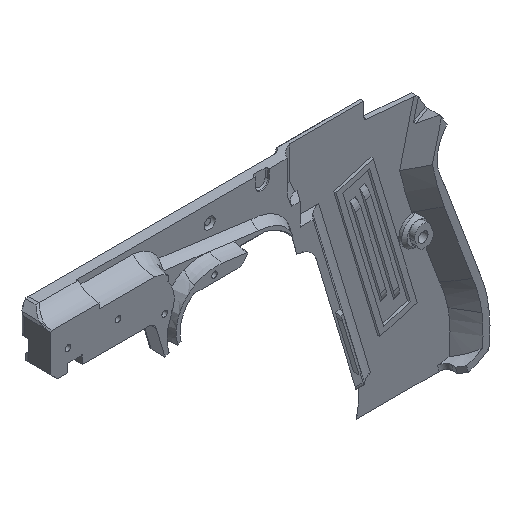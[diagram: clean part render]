
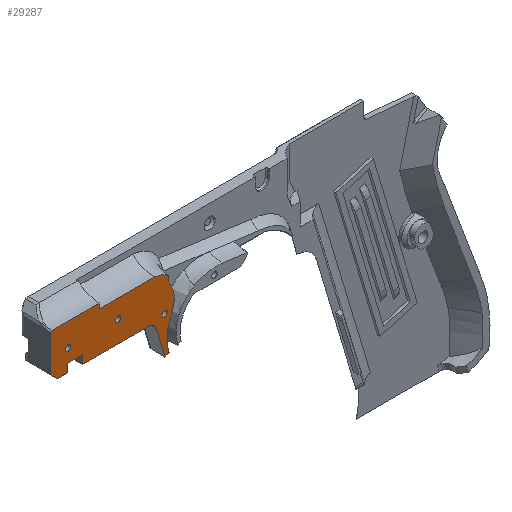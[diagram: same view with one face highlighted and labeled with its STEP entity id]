
A CAD part, isometric view. The second image highlights one B-rep face of the part: STEP entity #29287.
In plain terms, the highlighted planar face has unit normal (0, -1, 0).
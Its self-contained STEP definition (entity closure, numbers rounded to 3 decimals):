
#486=CIRCLE('',#31224,3.);
#487=CIRCLE('',#31227,1.);
#488=CIRCLE('',#31229,1.);
#490=CIRCLE('',#31232,1.);
#558=LINE('',#38824,#4090);
#560=LINE('',#38828,#4092);
#562=LINE('',#38834,#4094);
#570=LINE('',#38881,#4102);
#580=LINE('',#38901,#4112);
#3988=LINE('',#48589,#7520);
#3989=LINE('',#48874,#7521);
#3990=LINE('',#49028,#7522);
#3991=LINE('',#49207,#7523);
#3994=LINE('',#49217,#7526);
#3997=LINE('',#49225,#7529);
#3999=LINE('',#49242,#7531);
#4022=LINE('',#49336,#7554);
#4075=LINE('',#49526,#7607);
#4076=LINE('',#49527,#7608);
#4090=VECTOR('',#31316,1000.);
#4092=VECTOR('',#31320,1000.);
#4094=VECTOR('',#31326,1000.);
#4102=VECTOR('',#31348,1000.);
#4112=VECTOR('',#31366,1000.);
#7520=VECTOR('',#38556,1000.);
#7521=VECTOR('',#38557,1000.);
#7522=VECTOR('',#38558,1000.);
#7523=VECTOR('',#38561,1000.);
#7526=VECTOR('',#38566,1000.);
#7529=VECTOR('',#38575,1000.);
#7531=VECTOR('',#38595,1000.);
#7554=VECTOR('',#38662,1000.);
#7607=VECTOR('',#38763,1000.);
#7608=VECTOR('',#38764,1000.);
#15571=ORIENTED_EDGE('',*,*,#19528,.T.);
#15572=ORIENTED_EDGE('',*,*,#19526,.T.);
#15573=ORIENTED_EDGE('',*,*,#19525,.T.);
#15574=ORIENTED_EDGE('',*,*,#19530,.T.);
#15575=ORIENTED_EDGE('',*,*,#19627,.F.);
#15576=ORIENTED_EDGE('',*,*,#15648,.F.);
#15577=ORIENTED_EDGE('',*,*,#15674,.T.);
#15578=ORIENTED_EDGE('',*,*,#15645,.F.);
#15579=ORIENTED_EDGE('',*,*,#15643,.F.);
#15580=ORIENTED_EDGE('',*,*,#15663,.T.);
#15581=ORIENTED_EDGE('',*,*,#19628,.T.);
#15582=ORIENTED_EDGE('',*,*,#19565,.T.);
#15583=ORIENTED_EDGE('',*,*,#19523,.F.);
#15584=ORIENTED_EDGE('',*,*,#19521,.F.);
#15585=ORIENTED_EDGE('',*,*,#19519,.F.);
#15586=ORIENTED_EDGE('',*,*,#19515,.F.);
#15587=ORIENTED_EDGE('',*,*,#19512,.T.);
#15588=ORIENTED_EDGE('',*,*,#19510,.T.);
#15589=ORIENTED_EDGE('',*,*,#19508,.T.);
#15590=ORIENTED_EDGE('',*,*,#19506,.T.);
#15591=ORIENTED_EDGE('',*,*,#19504,.T.);
#15592=ORIENTED_EDGE('',*,*,#19502,.T.);
#15593=ORIENTED_EDGE('',*,*,#19501,.T.);
#15643=EDGE_CURVE('',#19647,#19648,#558,.T.);
#15645=EDGE_CURVE('',#19648,#19649,#560,.F.);
#15648=EDGE_CURVE('',#19651,#19652,#562,.T.);
#15663=EDGE_CURVE('',#19647,#19662,#570,.T.);
#15674=EDGE_CURVE('',#19651,#19649,#580,.T.);
#19501=EDGE_CURVE('',#22024,#22025,#3988,.F.);
#19502=EDGE_CURVE('',#22026,#22024,#22242,.T.);
#19504=EDGE_CURVE('',#22027,#22026,#3989,.F.);
#19506=EDGE_CURVE('',#22028,#22027,#22245,.T.);
#19508=EDGE_CURVE('',#22029,#22028,#22247,.T.);
#19510=EDGE_CURVE('',#22030,#22029,#3990,.F.);
#19512=EDGE_CURVE('',#22031,#22030,#22250,.F.);
#19515=EDGE_CURVE('',#22031,#22033,#3991,.T.);
#19519=EDGE_CURVE('',#22033,#22035,#3994,.T.);
#19521=EDGE_CURVE('',#22035,#22036,#486,.T.);
#19523=EDGE_CURVE('',#22036,#22037,#3997,.T.);
#19525=EDGE_CURVE('',#22038,#22038,#487,.T.);
#19526=EDGE_CURVE('',#22039,#22039,#488,.F.);
#19528=EDGE_CURVE('',#22041,#22041,#490,.F.);
#19530=EDGE_CURVE('',#22025,#22043,#3999,.T.);
#19565=EDGE_CURVE('',#22060,#22037,#4022,.T.);
#19627=EDGE_CURVE('',#19652,#22043,#4075,.F.);
#19628=EDGE_CURVE('',#19662,#22060,#4076,.T.);
#19647=VERTEX_POINT('',#38823);
#19648=VERTEX_POINT('',#38825);
#19649=VERTEX_POINT('',#38829);
#19651=VERTEX_POINT('',#38835);
#19652=VERTEX_POINT('',#38836);
#19662=VERTEX_POINT('',#38880);
#22024=VERTEX_POINT('',#48586);
#22025=VERTEX_POINT('',#48588);
#22026=VERTEX_POINT('',#48853);
#22027=VERTEX_POINT('',#48875);
#22028=VERTEX_POINT('',#48982);
#22029=VERTEX_POINT('',#49015);
#22030=VERTEX_POINT('',#49029);
#22031=VERTEX_POINT('',#49196);
#22033=VERTEX_POINT('',#49208);
#22035=VERTEX_POINT('',#49218);
#22036=VERTEX_POINT('',#49222);
#22037=VERTEX_POINT('',#49226);
#22038=VERTEX_POINT('',#49230);
#22039=VERTEX_POINT('',#49233);
#22041=VERTEX_POINT('',#49238);
#22043=VERTEX_POINT('',#49243);
#22060=VERTEX_POINT('',#49337);
#22242=B_SPLINE_CURVE_WITH_KNOTS('',3,(#48849,#48850,#48851,#48852),
 .UNSPECIFIED.,.F.,.F.,(4,4),(0.004,0.01),
 .UNSPECIFIED.);
#22245=B_SPLINE_CURVE_WITH_KNOTS('',3,(#48976,#48977,#48978,#48979,#48980,
#48981),.UNSPECIFIED.,.F.,.F.,(4,1,1,4),(0.,0.002,
0.005,0.009),.UNSPECIFIED.);
#22247=B_SPLINE_CURVE_WITH_KNOTS('',3,(#49011,#49012,#49013,#49014),
 .UNSPECIFIED.,.F.,.F.,(4,4),(0.,0.001),
 .UNSPECIFIED.);
#22250=B_SPLINE_CURVE_WITH_KNOTS('',3,(#49190,#49191,#49192,#49193,#49194,
#49195),.UNSPECIFIED.,.F.,.F.,(4,1,1,4),(93.843,93.846,
93.849,93.855),.UNSPECIFIED.);
#24162=EDGE_LOOP('',(#15571));
#24163=EDGE_LOOP('',(#15572));
#24164=EDGE_LOOP('',(#15573));
#24165=EDGE_LOOP('',(#15574,#15575,#15576,#15577,#15578,#15579,#15580,#15581,
#15582,#15583,#15584,#15585,#15586,#15587,#15588,#15589,#15590,#15591,#15592,
#15593));
#26067=FACE_BOUND('',#24162,.T.);
#26068=FACE_BOUND('',#24163,.T.);
#26069=FACE_BOUND('',#24164,.T.);
#26070=FACE_BOUND('',#24165,.T.);
#27571=PLANE('',#31280);
#29287=ADVANCED_FACE('',(#26067,#26068,#26069,#26070),#27571,.F.);
#31224=AXIS2_PLACEMENT_3D('',#49221,#38570,#38571);
#31227=AXIS2_PLACEMENT_3D('',#49229,#38579,#38580);
#31229=AXIS2_PLACEMENT_3D('',#49232,#38583,#38584);
#31232=AXIS2_PLACEMENT_3D('',#49237,#38589,#38590);
#31280=AXIS2_PLACEMENT_3D('',#49525,#38761,#38762);
#31316=DIRECTION('',(-1.,0.,0.));
#31320=DIRECTION('',(0.707,0.,-0.707));
#31326=DIRECTION('',(0.707,0.,0.707));
#31348=DIRECTION('',(0.,0.,1.));
#31366=DIRECTION('',(0.,0.,-1.));
#38556=DIRECTION('',(1.,0.,0.));
#38557=DIRECTION('',(-0.087,0.,-0.996));
#38558=DIRECTION('',(-0.375,0.,-0.927));
#38561=DIRECTION('',(-0.956,0.,-0.292));
#38566=DIRECTION('',(-0.283,0.,0.959));
#38570=DIRECTION('',(0.,-1.,0.));
#38571=DIRECTION('',(0.,0.,-1.));
#38575=DIRECTION('',(-1.,0.,0.));
#38579=DIRECTION('',(0.,1.,0.));
#38580=DIRECTION('',(1.,0.,0.));
#38583=DIRECTION('',(0.,-1.,0.));
#38584=DIRECTION('',(0.,0.,-1.));
#38589=DIRECTION('',(0.,-1.,0.));
#38590=DIRECTION('',(0.,0.,-1.));
#38595=DIRECTION('',(0.,0.,1.));
#38662=DIRECTION('',(0.,0.,-1.));
#38761=DIRECTION('',(0.,1.,0.));
#38762=DIRECTION('',(0.,0.,-1.));
#38763=DIRECTION('',(-1.,0.,0.));
#38764=DIRECTION('',(1.,0.,0.));
#38823=CARTESIAN_POINT('',(11.477,0.,-28.894));
#38824=CARTESIAN_POINT('',(12.078,0.,-28.894));
#38825=CARTESIAN_POINT('',(7.789,0.,-28.894));
#38828=CARTESIAN_POINT('',(5.289,0.,-26.394));
#38829=CARTESIAN_POINT('',(5.289,0.,-26.394));
#38834=CARTESIAN_POINT('',(16.289,0.,-2.24));
#38835=CARTESIAN_POINT('',(5.289,0.,-13.24));
#38836=CARTESIAN_POINT('',(5.789,0.,-12.74));
#38880=CARTESIAN_POINT('',(11.477,0.,-25.894));
#38881=CARTESIAN_POINT('',(11.477,0.,-28.894));
#38901=CARTESIAN_POINT('',(5.289,0.,-9.5));
#48586=CARTESIAN_POINT('',(42.629,0.,-14.58));
#48588=CARTESIAN_POINT('',(22.75,0.,-14.58));
#48589=CARTESIAN_POINT('',(22.75,0.,-14.58));
#48849=CARTESIAN_POINT('',(47.747,0.,-16.73));
#48850=CARTESIAN_POINT('',(46.325,0.,-15.514));
#48851=CARTESIAN_POINT('',(44.513,0.,-14.746));
#48852=CARTESIAN_POINT('',(42.629,0.,-14.58));
#48853=CARTESIAN_POINT('',(47.747,0.,-16.73));
#48874=CARTESIAN_POINT('',(47.591,0.,-18.507));
#48875=CARTESIAN_POINT('',(47.58,0.,-18.633));
#48976=CARTESIAN_POINT('',(49.351,0.,-27.428));
#48977=CARTESIAN_POINT('',(49.563,0.,-26.673));
#48978=CARTESIAN_POINT('',(49.801,0.,-25.153));
#48979=CARTESIAN_POINT('',(49.554,0.,-22.021));
#48980=CARTESIAN_POINT('',(48.554,0.,-19.86));
#48981=CARTESIAN_POINT('',(47.58,0.,-18.633));
#48982=CARTESIAN_POINT('',(49.351,0.01,-27.428));
#49011=CARTESIAN_POINT('',(49.029,0.,-28.373));
#49012=CARTESIAN_POINT('',(49.136,0.,-28.058));
#49013=CARTESIAN_POINT('',(49.244,0.,-27.743));
#49014=CARTESIAN_POINT('',(49.351,0.,-27.428));
#49015=CARTESIAN_POINT('',(49.029,0.01,-28.373));
#49028=CARTESIAN_POINT('',(48.498,0.,-29.688));
#49029=CARTESIAN_POINT('',(48.498,0.,-29.688));
#49190=CARTESIAN_POINT('',(48.498,0.,-29.688));
#49191=CARTESIAN_POINT('',(48.186,0.,-30.597));
#49192=CARTESIAN_POINT('',(47.524,0.,-32.416));
#49193=CARTESIAN_POINT('',(46.971,0.,-36.186));
#49194=CARTESIAN_POINT('',(47.348,0.,-39.084));
#49195=CARTESIAN_POINT('',(47.936,0.,-40.915));
#49196=CARTESIAN_POINT('',(47.936,0.,-40.915));
#49207=CARTESIAN_POINT('',(47.183,0.,-41.145));
#49208=CARTESIAN_POINT('',(46.37,0.,-41.393));
#49217=CARTESIAN_POINT('',(41.862,0.,-26.134));
#49218=CARTESIAN_POINT('',(43.313,0.,-31.044));
#49221=CARTESIAN_POINT('',(40.436,0.,-31.894));
#49222=CARTESIAN_POINT('',(40.436,0.,-28.894));
#49225=CARTESIAN_POINT('',(12.078,0.,-28.894));
#49226=CARTESIAN_POINT('',(16.677,0.,-28.894));
#49229=CARTESIAN_POINT('',(46.331,0.,-27.894));
#49230=CARTESIAN_POINT('',(47.331,0.,-27.894));
#49232=CARTESIAN_POINT('',(29.531,0.,-21.209));
#49233=CARTESIAN_POINT('',(29.531,0.,-22.209));
#49237=CARTESIAN_POINT('',(11.531,0.,-21.209));
#49238=CARTESIAN_POINT('',(11.531,0.,-22.209));
#49242=CARTESIAN_POINT('',(22.75,0.,-36.779));
#49243=CARTESIAN_POINT('',(22.75,0.,-12.74));
#49336=CARTESIAN_POINT('',(16.677,0.,-25.894));
#49337=CARTESIAN_POINT('',(16.677,0.,-25.894));
#49525=CARTESIAN_POINT('',(32.25,0.,-36.779));
#49526=CARTESIAN_POINT('',(14.136,0.,-12.74));
#49527=CARTESIAN_POINT('',(22.477,0.,-25.894));
